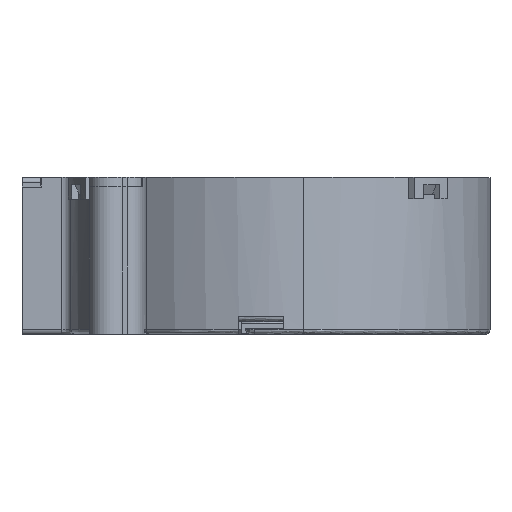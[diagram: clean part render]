
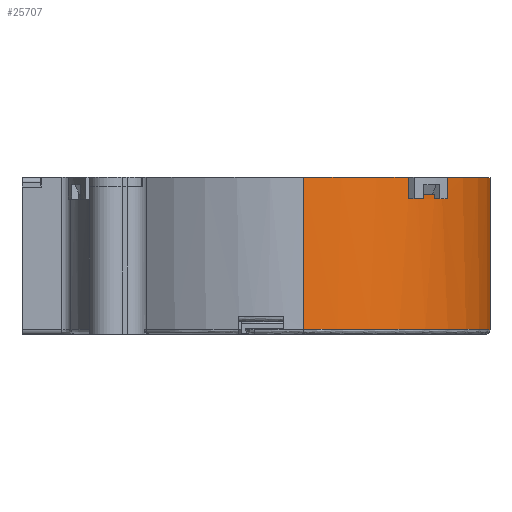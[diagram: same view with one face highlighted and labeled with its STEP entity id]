
A CAD part, top view. The second image highlights one B-rep face of the part: STEP entity #25707.
In plain terms, the highlighted cylindrical face has radius 46.369 mm (diameter 92.738 mm), a partial arc.
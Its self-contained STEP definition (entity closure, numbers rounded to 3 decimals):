
#183 = DIRECTION ( 'NONE',  ( 1., 0., 0. ) ) ;
#643 = EDGE_CURVE ( 'NONE', #16688, #23251, #858, .T. ) ;
#858 = CIRCLE ( 'NONE', #2726, 46.369 ) ;
#867 = ORIENTED_EDGE ( 'NONE', *, *, #13191, .T. ) ;
#1054 = ORIENTED_EDGE ( 'NONE', *, *, #39824, .T. ) ;
#1491 = CARTESIAN_POINT ( 'NONE',  ( 8.523, -5.3, 41.86 ) ) ;
#2252 = VECTOR ( 'NONE', #26802, 1000. ) ;
#2564 = AXIS2_PLACEMENT_3D ( 'NONE', #15317, #11306, #45735 ) ;
#2605 = ORIENTED_EDGE ( 'NONE', *, *, #643, .T. ) ;
#2649 = VERTEX_POINT ( 'NONE', #43774 ) ;
#2726 = AXIS2_PLACEMENT_3D ( 'NONE', #37734, #49225, #40912 ) ;
#3191 = CARTESIAN_POINT ( 'NONE',  ( 32.303, 21.8, 30.238 ) ) ;
#3493 = CARTESIAN_POINT ( 'NONE',  ( 47.269, -5.3, -3.878 ) ) ;
#4809 = CIRCLE ( 'NONE', #26362, 46.369 ) ;
#4941 = EDGE_CURVE ( 'NONE', #10145, #25170, #19037, .T. ) ;
#5349 = VERTEX_POINT ( 'NONE', #34097 ) ;
#5617 = VECTOR ( 'NONE', #10227, 1000. ) ;
#5671 = CARTESIAN_POINT ( 'NONE',  ( 47.269, 26.3, -3.878 ) ) ;
#5728 = CARTESIAN_POINT ( 'NONE',  ( 8.523, -6.3, 41.86 ) ) ;
#6676 = AXIS2_PLACEMENT_3D ( 'NONE', #15087, #34793, #183 ) ;
#6991 = VERTEX_POINT ( 'NONE', #34902 ) ;
#7488 = DIRECTION ( 'NONE',  ( 0., -1., 0. ) ) ;
#7838 = ORIENTED_EDGE ( 'NONE', *, *, #4941, .T. ) ;
#8251 = LINE ( 'NONE', #5728, #47549 ) ;
#9170 = DIRECTION ( 'NONE',  ( 0., -1., 0. ) ) ;
#9287 = CARTESIAN_POINT ( 'NONE',  ( 32.303, 26.3, 30.238 ) ) ;
#9961 = ORIENTED_EDGE ( 'NONE', *, *, #16893, .T. ) ;
#10145 = VERTEX_POINT ( 'NONE', #1491 ) ;
#10227 = DIRECTION ( 'NONE',  ( 0., 1., 0. ) ) ;
#10523 = DIRECTION ( 'NONE',  ( 0., -1., 0. ) ) ;
#11306 = DIRECTION ( 'NONE',  ( 0., 1., 0. ) ) ;
#12560 = FACE_OUTER_BOUND ( 'NONE', #23167, .T. ) ;
#12563 = ORIENTED_EDGE ( 'NONE', *, *, #37946, .T. ) ;
#13191 = EDGE_CURVE ( 'NONE', #25170, #28402, #25522, .T. ) ;
#13587 = CARTESIAN_POINT ( 'NONE',  ( 30.316, -6.3, 31.965 ) ) ;
#14264 = VERTEX_POINT ( 'NONE', #39012 ) ;
#14772 = EDGE_CURVE ( 'NONE', #14264, #2649, #24249, .T. ) ;
#14830 = CARTESIAN_POINT ( 'NONE',  ( 8.523, 26.3, 41.86 ) ) ;
#15087 = CARTESIAN_POINT ( 'NONE',  ( 0.9, -5.3, -3.878 ) ) ;
#15317 = CARTESIAN_POINT ( 'NONE',  ( 0.9, -6.3, -3.878 ) ) ;
#15641 = VECTOR ( 'NONE', #9170, 1000. ) ;
#15968 = LINE ( 'NONE', #29913, #43332 ) ;
#16688 = VERTEX_POINT ( 'NONE', #30502 ) ;
#16893 = EDGE_CURVE ( 'NONE', #28402, #20139, #40612, .T. ) ;
#17220 = ORIENTED_EDGE ( 'NONE', *, *, #20695, .T. ) ;
#17324 = CYLINDRICAL_SURFACE ( 'NONE', #2564, 46.369 ) ;
#17543 = CIRCLE ( 'NONE', #24284, 46.369 ) ;
#19037 = CIRCLE ( 'NONE', #6676, 46.369 ) ;
#19856 = CARTESIAN_POINT ( 'NONE',  ( 0.9, 22.8, -3.878 ) ) ;
#20139 = VERTEX_POINT ( 'NONE', #37158 ) ;
#20695 = EDGE_CURVE ( 'NONE', #2649, #45761, #47530, .T. ) ;
#21090 = ORIENTED_EDGE ( 'NONE', *, *, #14772, .T. ) ;
#22966 = CARTESIAN_POINT ( 'NONE',  ( 47.269, -6.3, -3.878 ) ) ;
#23167 = EDGE_LOOP ( 'NONE', ( #7838, #867, #9961, #1054, #38735, #30372, #21090, #17220, #12563, #46767, #2605, #30687 ) ) ;
#23251 = VERTEX_POINT ( 'NONE', #14830 ) ;
#24249 = CIRCLE ( 'NONE', #46209, 46.369 ) ;
#24284 = AXIS2_PLACEMENT_3D ( 'NONE', #44812, #10523, #37142 ) ;
#24568 = DIRECTION ( 'NONE',  ( 0., -1., 0. ) ) ;
#25170 = VERTEX_POINT ( 'NONE', #3493 ) ;
#25522 = LINE ( 'NONE', #22966, #2252 ) ;
#25707 = ADVANCED_FACE ( 'NONE', ( #12560 ), #17324, .T. ) ;
#26362 = AXIS2_PLACEMENT_3D ( 'NONE', #33126, #7488, #40391 ) ;
#26802 = DIRECTION ( 'NONE',  ( 0., 1., 0. ) ) ;
#26890 = LINE ( 'NONE', #38985, #15641 ) ;
#27294 = VECTOR ( 'NONE', #46938, 1000. ) ;
#27616 = VERTEX_POINT ( 'NONE', #45722 ) ;
#28402 = VERTEX_POINT ( 'NONE', #5671 ) ;
#29913 = CARTESIAN_POINT ( 'NONE',  ( 35.671, 26.3, 26.798 ) ) ;
#30372 = ORIENTED_EDGE ( 'NONE', *, *, #48963, .T. ) ;
#30401 = DIRECTION ( 'NONE',  ( 0., 1., 0. ) ) ;
#30502 = CARTESIAN_POINT ( 'NONE',  ( 30.316, 26.3, 31.965 ) ) ;
#30687 = ORIENTED_EDGE ( 'NONE', *, *, #34690, .T. ) ;
#30865 = EDGE_CURVE ( 'NONE', #6991, #16688, #40821, .T. ) ;
#31484 = DIRECTION ( 'NONE',  ( 0., -1., 0. ) ) ;
#33126 = CARTESIAN_POINT ( 'NONE',  ( 0.9, 21.8, -3.878 ) ) ;
#34097 = CARTESIAN_POINT ( 'NONE',  ( 37.336, 21.8, 24.801 ) ) ;
#34690 = EDGE_CURVE ( 'NONE', #23251, #10145, #8251, .T. ) ;
#34793 = DIRECTION ( 'NONE',  ( 0., 1., 0. ) ) ;
#34809 = DIRECTION ( 'NONE',  ( 1., 0., 0. ) ) ;
#34902 = CARTESIAN_POINT ( 'NONE',  ( 30.316, 21.8, 31.965 ) ) ;
#35116 = AXIS2_PLACEMENT_3D ( 'NONE', #35621, #47292, #39790 ) ;
#35621 = CARTESIAN_POINT ( 'NONE',  ( 0.9, 26.3, -3.878 ) ) ;
#37142 = DIRECTION ( 'NONE',  ( 1., 0., 0. ) ) ;
#37158 = CARTESIAN_POINT ( 'NONE',  ( 37.336, 26.3, 24.801 ) ) ;
#37734 = CARTESIAN_POINT ( 'NONE',  ( 0.9, 26.3, -3.878 ) ) ;
#37946 = EDGE_CURVE ( 'NONE', #45761, #6991, #17543, .T. ) ;
#38735 = ORIENTED_EDGE ( 'NONE', *, *, #40494, .T. ) ;
#38985 = CARTESIAN_POINT ( 'NONE',  ( 37.336, -6.3, 24.801 ) ) ;
#39012 = CARTESIAN_POINT ( 'NONE',  ( 35.671, 22.8, 26.798 ) ) ;
#39790 = DIRECTION ( 'NONE',  ( 1., 0., 0. ) ) ;
#39824 = EDGE_CURVE ( 'NONE', #20139, #5349, #26890, .T. ) ;
#40391 = DIRECTION ( 'NONE',  ( 1., 0., 0. ) ) ;
#40494 = EDGE_CURVE ( 'NONE', #5349, #27616, #4809, .T. ) ;
#40612 = CIRCLE ( 'NONE', #35116, 46.369 ) ;
#40821 = LINE ( 'NONE', #13587, #5617 ) ;
#40912 = DIRECTION ( 'NONE',  ( 1., 0., 0. ) ) ;
#43332 = VECTOR ( 'NONE', #30401, 1000. ) ;
#43774 = CARTESIAN_POINT ( 'NONE',  ( 32.303, 22.8, 30.238 ) ) ;
#44812 = CARTESIAN_POINT ( 'NONE',  ( 0.9, 21.8, -3.878 ) ) ;
#45722 = CARTESIAN_POINT ( 'NONE',  ( 35.671, 21.8, 26.798 ) ) ;
#45735 = DIRECTION ( 'NONE',  ( 1., 0., 0. ) ) ;
#45761 = VERTEX_POINT ( 'NONE', #3191 ) ;
#46209 = AXIS2_PLACEMENT_3D ( 'NONE', #19856, #31484, #34809 ) ;
#46767 = ORIENTED_EDGE ( 'NONE', *, *, #30865, .T. ) ;
#46938 = DIRECTION ( 'NONE',  ( 0., -1., 0. ) ) ;
#47292 = DIRECTION ( 'NONE',  ( 0., -1., 0. ) ) ;
#47530 = LINE ( 'NONE', #9287, #27294 ) ;
#47549 = VECTOR ( 'NONE', #24568, 1000. ) ;
#48963 = EDGE_CURVE ( 'NONE', #27616, #14264, #15968, .T. ) ;
#49225 = DIRECTION ( 'NONE',  ( 0., -1., 0. ) ) ;
